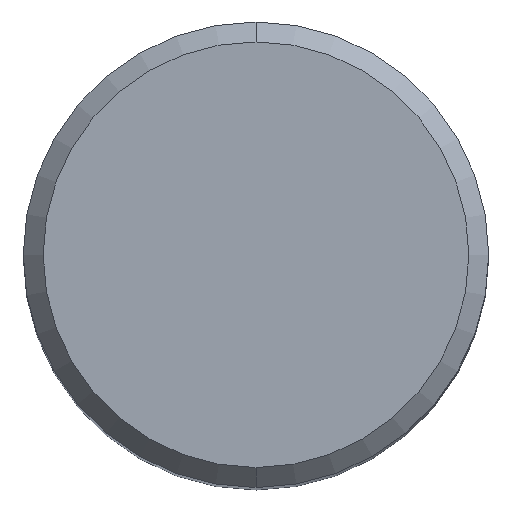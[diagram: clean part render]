
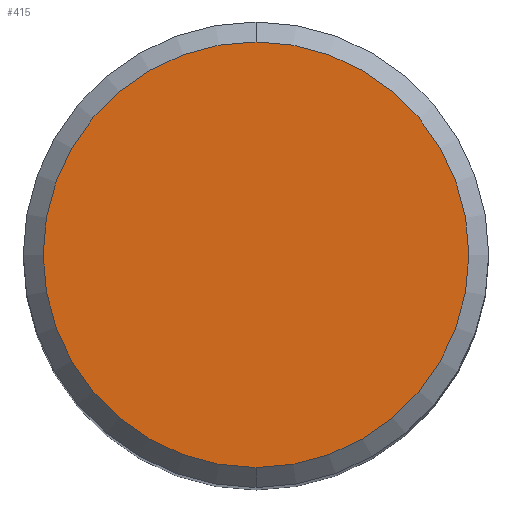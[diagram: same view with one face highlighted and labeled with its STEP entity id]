
A CAD part, top view. The second image highlights one B-rep face of the part: STEP entity #415.
In plain terms, the highlighted planar face has unit normal (0, 0, 1).
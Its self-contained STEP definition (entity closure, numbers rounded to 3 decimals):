
#303=EDGE_CURVE('',#335,#383,#606,.T.);
#335=VERTEX_POINT('',#642);
#373=EDGE_CURVE('',#383,#335,#684,.T.);
#383=VERTEX_POINT('',#696);
#415=ADVANCED_FACE('',(#730),#731,.T.);
#606=CIRCLE('',#1111,6.4);
#642=CARTESIAN_POINT('',(0.,-6.4,0.0));
#684=CIRCLE('',#1287,6.4);
#696=CARTESIAN_POINT('',(0.0,6.4,0.0));
#730=FACE_OUTER_BOUND('',#1348,.T.);
#731=PLANE('',#1349);
#1111=AXIS2_PLACEMENT_3D('',#1591,#1592,#1593);
#1287=AXIS2_PLACEMENT_3D('',#1686,#1687,#1688);
#1348=EDGE_LOOP('',(#1743,#1744));
#1349=AXIS2_PLACEMENT_3D('',#1745,#1746,#1747);
#1591=CARTESIAN_POINT('',(0.0,0.0,0.0));
#1592=DIRECTION('',(0.0,0.0,-1.0));
#1593=DIRECTION('',(0.0,1.0,0.0));
#1686=CARTESIAN_POINT('',(0.0,0.0,0.0));
#1687=DIRECTION('',(0.0,0.0,-1.0));
#1688=DIRECTION('',(0.0,1.0,0.0));
#1743=ORIENTED_EDGE('',*,*,#373,.F.);
#1744=ORIENTED_EDGE('',*,*,#303,.F.);
#1745=CARTESIAN_POINT('',(0.0,3.2,0.0));
#1746=DIRECTION('',(-0.0,0.0,1.0));
#1747=DIRECTION('',(0.0,-1.0,0.0));
